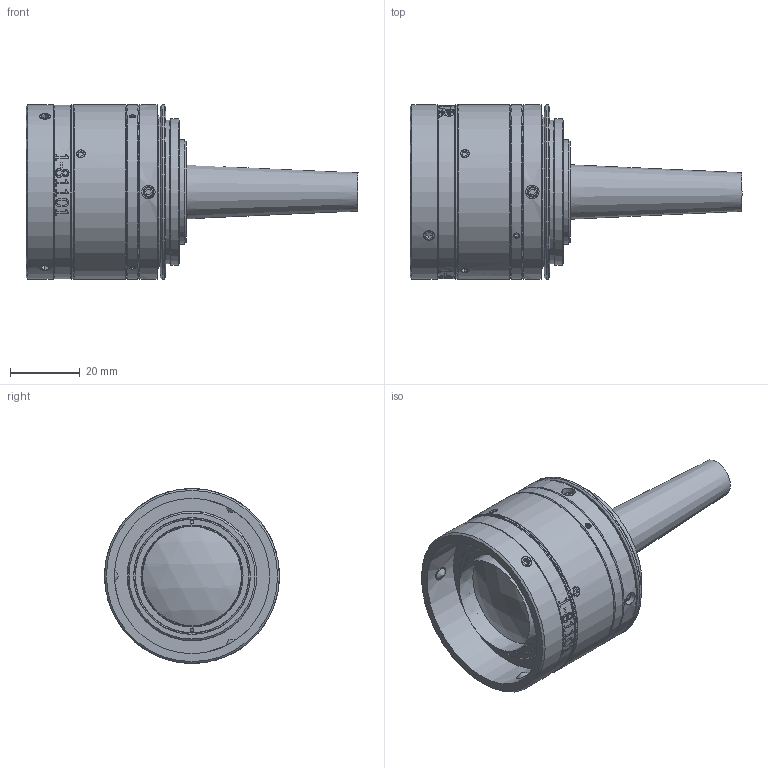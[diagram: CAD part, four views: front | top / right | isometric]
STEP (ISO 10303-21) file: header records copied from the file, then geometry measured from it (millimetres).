
FILE_DESCRIPTION(/* description */ ('0.6875X, (2/3") REAR ADAPTER'),/* implementation_level */ '2;1');
FILE_NAME(/* name */ 'Jesse''s Projects\81101.stp',/* time_stamp */ '2017-12-27T15:19:10-05:00',/* author */ ('Williamson'),/* organization */ ('NAVITAR'),/* preprocessor_version */ 'ST-DEVELOPER v16.13',/* originating_system */ 'Autodesk Inventor 2018',/* authorisation */ '');
FILE_SCHEMA (('AUTOMOTIVE_DESIGN { 1 0 10303 214 3 1 1 }'));
Length unit declared in the file: inch
Products named in the file (30): 1-81101; 3-80325; 4-80019; 80019_RAY; 3-80396; 3-80324; 3-80305; 3-80122; 8-7488; 3-80308; 3-50129; 3-80307; 3-80329; 8-7769; 8-7006; 3-80326; 6-80020; 6-80021; 5-80022; 6-80023; 6-80024; 5-80025; 6-80026; 6-80027; 3-80327; 3-80328; 8-7770; 8-80340; 8-13667; 7-30683
Assembly tree (43 placements, depth 4):
  1-81101
    3-80325
    4-80019
      6-80020
      6-80021
      5-80022
        6-80023
        6-80024
      5-80025
        6-80026
        6-80027
      80019_RAY
    3-80396
    3-80324
    3-80305
    3-80122
    8-7488  x3
    3-80308
    3-50129
    3-80307
    3-80329
    8-7769  x4
    8-7006  x3
    3-80326
    6-80020
    6-80021
    5-80022
      6-80023
      6-80024
    5-80025
      6-80026
      6-80027
    3-80327
    3-80328
    8-7770  x2
    8-80340
    8-13667  x2
    7-30683  x2
Bounding box: 95.04 x 50.04 x 50.04 mm (x, y, z)
Volume: 76068.1 mm3; surface area: 67837.6 mm2
Topology: 45 solids, 46 shells, 562 faces, 1297 edges, 850 vertices
Faces by surface type: plane 281, cylinder 122, cone 75, bspline 58, sphere 26
Full cylindrical faces by diameter (mm): 1.016 x2, 1.146 x3, 1.27 x1, 1.587 x2, 1.702 x4, 1.727 x1, 2.083 x1, 2.159 x2, 2.184 x3, 2.286 x1, 2.464 x6, 2.845 x2, 3 x6, 3.162 x1, 3.175 x1, 3.251 x3, 3.81 x4, 4 x3, 4.75 x1, 16.002 x1, 17.272 x1, 19.812 x1, 21.082 x1, 23.8 x2, 25.07 x1, 26.67 x1, 26.8 x2, 27 x5, 27.026 x1, 29.21 x1
Entity records: 16417 total; most frequent: CARTESIAN_POINT 5987, DIRECTION 1874, ORIENTED_EDGE 1694, EDGE_CURVE 848, AXIS2_PLACEMENT_3D 753, EDGE_LOOP 705, VERTEX_POINT 645, FACE_OUTER_BOUND 433
